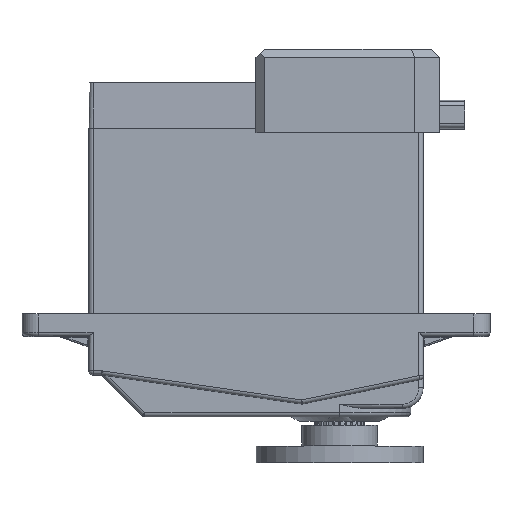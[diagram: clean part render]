
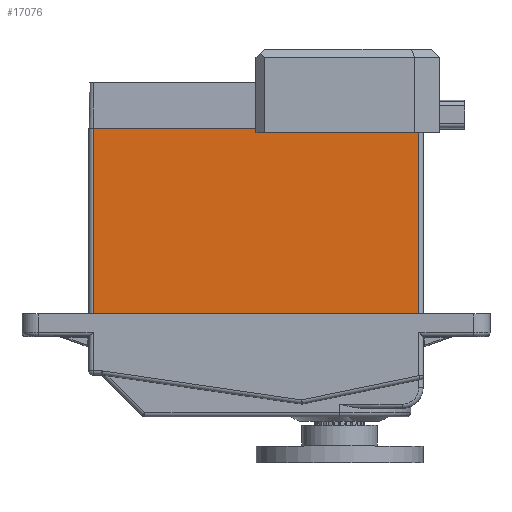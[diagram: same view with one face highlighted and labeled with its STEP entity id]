
A CAD part, top view. The second image highlights one B-rep face of the part: STEP entity #17076.
In plain terms, the highlighted planar face has unit normal (0, 0, 1).
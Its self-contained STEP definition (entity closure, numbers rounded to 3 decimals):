
#427=PLANE('',#18486);
#1378=FACE_OUTER_BOUND('',#2396,.T.);
#2396=EDGE_LOOP('',(#13117,#13118,#13119,#13120));
#4590=LINE('',#32141,#5839);
#4591=LINE('',#32145,#5840);
#4592=LINE('',#32147,#5841);
#4593=LINE('',#32148,#5842);
#5839=VECTOR('',#21362,10.);
#5840=VECTOR('',#21367,10.);
#5841=VECTOR('',#21368,10.);
#5842=VECTOR('',#21369,10.);
#7278=VERTEX_POINT('',#32138);
#7279=VERTEX_POINT('',#32140);
#7280=VERTEX_POINT('',#32144);
#7281=VERTEX_POINT('',#32146);
#9382=EDGE_CURVE('',#7278,#7279,#4590,.T.);
#9384=EDGE_CURVE('',#7280,#7278,#4591,.T.);
#9385=EDGE_CURVE('',#7281,#7280,#4592,.T.);
#9386=EDGE_CURVE('',#7279,#7281,#4593,.T.);
#13117=ORIENTED_EDGE('',*,*,#9384,.F.);
#13118=ORIENTED_EDGE('',*,*,#9385,.F.);
#13119=ORIENTED_EDGE('',*,*,#9386,.F.);
#13120=ORIENTED_EDGE('',*,*,#9382,.F.);
#17076=ADVANCED_FACE('',(#1378),#427,.T.);
#18486=AXIS2_PLACEMENT_3D('',#32143,#21365,#21366);
#21362=DIRECTION('',(0.,-1.,0.));
#21365=DIRECTION('center_axis',(0.,0.,1.));
#21366=DIRECTION('ref_axis',(-1.,0.,0.));
#21367=DIRECTION('',(1.,0.,0.));
#21368=DIRECTION('',(0.,1.,0.));
#21369=DIRECTION('',(-1.,0.,0.));
#32138=CARTESIAN_POINT('',(39.5,-5.5,0.));
#32140=CARTESIAN_POINT('',(39.5,-27.7,0.));
#32141=CARTESIAN_POINT('',(39.5,0.,0.));
#32143=CARTESIAN_POINT('Origin',(40.,0.,0.));
#32144=CARTESIAN_POINT('',(0.5,-5.5,0.));
#32145=CARTESIAN_POINT('',(30.,-5.5,0.));
#32146=CARTESIAN_POINT('',(0.5,-27.7,0.));
#32147=CARTESIAN_POINT('',(0.5,0.,0.));
#32148=CARTESIAN_POINT('',(0.,-27.7,0.));
